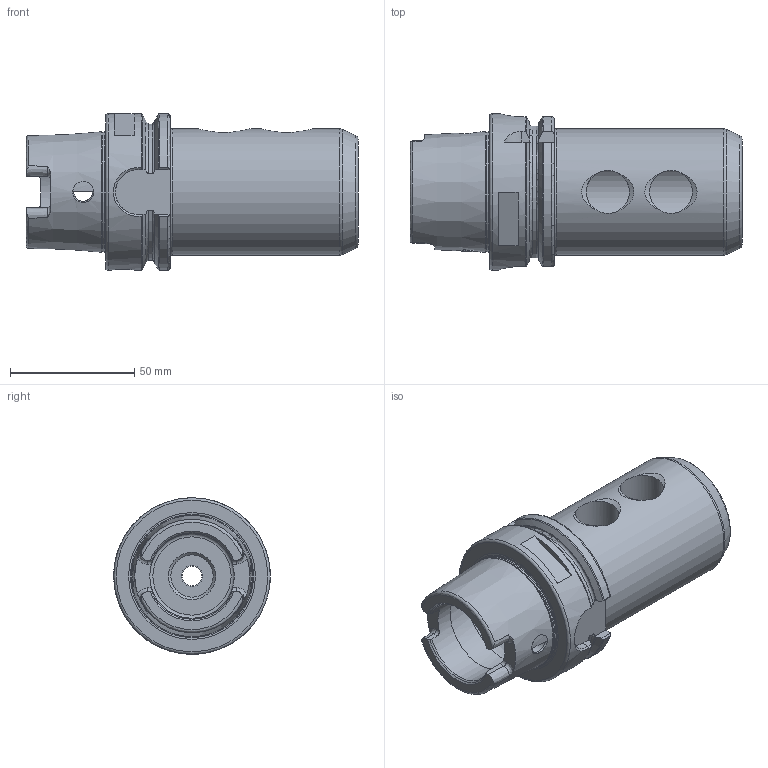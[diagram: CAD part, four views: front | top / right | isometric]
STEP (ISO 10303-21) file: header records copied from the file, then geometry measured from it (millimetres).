
FILE_DESCRIPTION(/* description */ (''),/* implementation_level */ '2;1');
FILE_NAME(/* name */ 'HSK063A-EM100-0400.stp',/* time_stamp */ '2019-03-28T15:05:33-05:00',/* author */ ('Lee'),/* organization */ (''),/* preprocessor_version */ 'ST-DEVELOPER v18',/* originating_system */ 'Autodesk Inventor LT',/* authorisation */ '');
FILE_SCHEMA (('AUTOMOTIVE_DESIGN { 1 0 10303 214 3 1 1 }'));
Length unit declared in the file: millimetre
Products named in the file (1): HSK063A-EM100-0400
Bounding box: 133.6 x 63 x 63 mm (x, y, z)
Volume: 187684 mm3; surface area: 40342.5 mm2
Topology: 1 solids, 1 shells, 140 faces, 421 edges, 290 vertices
Faces by surface type: plane 47, cylinder 29, torus 26, cone 25, bspline 13
Full cylindrical faces by diameter (mm): 7.5 x2, 8 x1, 10 x1, 14 x1, 17 x1, 17.323 x2, 19 x1, 25.4 x1, 26.4 x1, 34 x2, 40 x1, 48.241 x1, 50.8 x1, 63 x1
Entity records: 6447 total; most frequent: CARTESIAN_POINT 2746, ORIENTED_EDGE 844, DIRECTION 703, EDGE_CURVE 422, AXIS2_PLACEMENT_3D 298, VERTEX_POINT 291, CIRCLE 170, EDGE_LOOP 157
